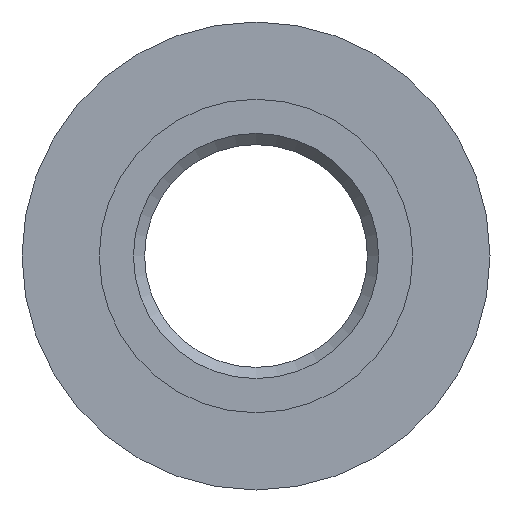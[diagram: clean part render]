
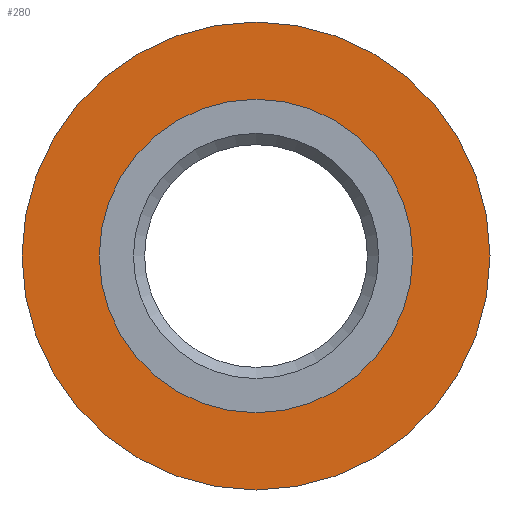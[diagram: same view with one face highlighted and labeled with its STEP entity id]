
A CAD part, left-side view. The second image highlights one B-rep face of the part: STEP entity #280.
In plain terms, the highlighted planar face has unit normal (-1, 0, 0).
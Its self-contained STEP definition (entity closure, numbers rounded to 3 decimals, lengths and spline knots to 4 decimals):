
#246=CARTESIAN_POINT('',(0.0048,3.7328,0.0));
#247=VERTEX_POINT('',#246);
#248=CARTESIAN_POINT('',(0.0048,0.5828,0.0));
#249=DIRECTION('',(1.0,0.0,0.0));
#250=DIRECTION('',(0.0,1.0,0.0));
#251=AXIS2_PLACEMENT_3D('',#248,#249,#250);
#252=CIRCLE('',#251,3.15);
#253=EDGE_CURVE('',#247,#247,#252,.T.);
#261=CARTESIAN_POINT('',(0.0048,3.2128,0.0));
#262=DIRECTION('',(-1.0,0.0,0.0));
#263=DIRECTION('',(0.0,0.0,1.0));
#264=AXIS2_PLACEMENT_3D('',#261,#262,#263);
#265=PLANE('',#264);
#266=ORIENTED_EDGE('',*,*,#253,.F.);
#267=EDGE_LOOP('',(#266));
#268=FACE_OUTER_BOUND('',#267,.T.);
#269=CARTESIAN_POINT('',(0.0048,2.6928,0.0));
#270=VERTEX_POINT('',#269);
#271=CARTESIAN_POINT('',(0.0048,0.5828,0.0));
#272=DIRECTION('',(1.0,0.0,0.0));
#273=DIRECTION('',(0.0,1.0,0.0));
#274=AXIS2_PLACEMENT_3D('',#271,#272,#273);
#275=CIRCLE('',#274,2.11);
#276=EDGE_CURVE('',#270,#270,#275,.T.);
#277=ORIENTED_EDGE('',*,*,#276,.T.);
#278=EDGE_LOOP('',(#277));
#279=FACE_BOUND('',#278,.T.);
#280=ADVANCED_FACE('',(#268,#279),#265,.T.);
